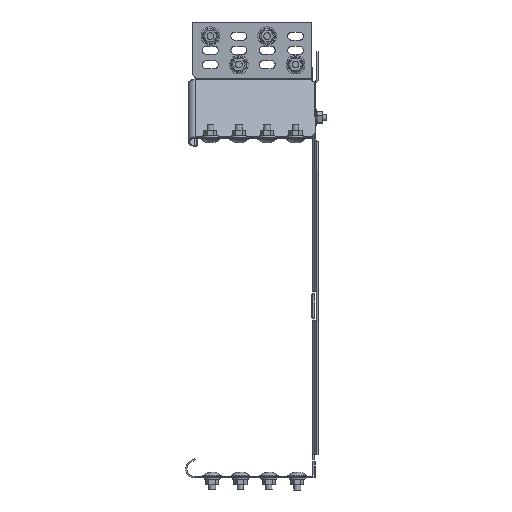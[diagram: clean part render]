
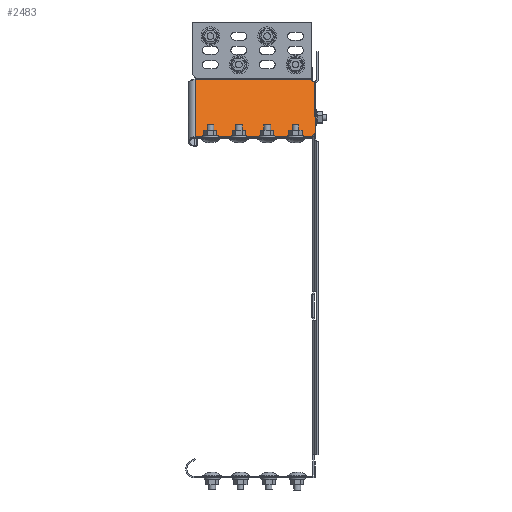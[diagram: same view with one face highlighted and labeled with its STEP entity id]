
A CAD part, left-side view. The second image highlights one B-rep face of the part: STEP entity #2483.
In plain terms, the highlighted face is planar.
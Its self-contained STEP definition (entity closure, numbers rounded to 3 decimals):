
#81 = DIRECTION ( 'NONE',  ( 1., 0., 0. ) ) ;
#341 = LINE ( 'NONE', #2811, #13588 ) ;
#363 = CARTESIAN_POINT ( 'NONE',  ( 35., 21., 0. ) ) ;
#469 = EDGE_LOOP ( 'NONE', ( #12739, #1035, #3915, #13911, #12363, #9535, #7177, #2094 ) ) ;
#895 = DIRECTION ( 'NONE',  ( 1., 0., 0. ) ) ;
#974 = LINE ( 'NONE', #10122, #13528 ) ;
#1035 = ORIENTED_EDGE ( 'NONE', *, *, #1685, .T. ) ;
#1138 = DIRECTION ( 'NONE',  ( 0.707, -0.707, 0. ) ) ;
#1193 = DIRECTION ( 'NONE',  ( 1., 0., 0. ) ) ;
#1685 = EDGE_CURVE ( 'NONE', #8124, #14264, #13356, .T. ) ;
#1693 = VERTEX_POINT ( 'NONE', #6576 ) ;
#2081 = FACE_OUTER_BOUND ( 'NONE', #469, .T. ) ;
#2094 = ORIENTED_EDGE ( 'NONE', *, *, #3665, .F. ) ;
#2193 = AXIS2_PLACEMENT_3D ( 'NONE', #11975, #14496, #895 ) ;
#2483 = ADVANCED_FACE ( 'NONE', ( #2081 ), #5351, .F. ) ;
#2652 = CARTESIAN_POINT ( 'NONE',  ( 36., 123.5, 0. ) ) ;
#2811 = CARTESIAN_POINT ( 'NONE',  ( 14., 0., 0. ) ) ;
#3061 = DIRECTION ( 'NONE',  ( 0., -1., 0. ) ) ;
#3200 = DIRECTION ( 'NONE',  ( 1., 0., 0. ) ) ;
#3287 = CARTESIAN_POINT ( 'NONE',  ( -37.039, 17.46, 0. ) ) ;
#3504 = VERTEX_POINT ( 'NONE', #363 ) ;
#3665 = EDGE_CURVE ( 'NONE', #4519, #6030, #8708, .T. ) ;
#3915 = ORIENTED_EDGE ( 'NONE', *, *, #14525, .F. ) ;
#3999 = DIRECTION ( 'NONE',  ( 0.707, 0.707, 0. ) ) ;
#4519 = VERTEX_POINT ( 'NONE', #12101 ) ;
#4631 = CARTESIAN_POINT ( 'NONE',  ( 31.46, 17.46, 0. ) ) ;
#5351 = PLANE ( 'NONE',  #2193 ) ;
#5597 = CARTESIAN_POINT ( 'NONE',  ( -14., 0., 0. ) ) ;
#6030 = VERTEX_POINT ( 'NONE', #13479 ) ;
#6503 = DIRECTION ( 'NONE',  ( 0., -1., 0. ) ) ;
#6576 = CARTESIAN_POINT ( 'NONE',  ( -35., 21., 0. ) ) ;
#6618 = CARTESIAN_POINT ( 'NONE',  ( -35., 21., 0. ) ) ;
#6859 = CARTESIAN_POINT ( 'NONE',  ( 35., 21., 0. ) ) ;
#7177 = ORIENTED_EDGE ( 'NONE', *, *, #7635, .F. ) ;
#7629 = CARTESIAN_POINT ( 'NONE',  ( 36., 125., 0. ) ) ;
#7635 = EDGE_CURVE ( 'NONE', #6030, #1693, #9083, .T. ) ;
#7745 = VECTOR ( 'NONE', #1193, 1000. ) ;
#8124 = VERTEX_POINT ( 'NONE', #2652 ) ;
#8471 = VERTEX_POINT ( 'NONE', #12647 ) ;
#8708 = LINE ( 'NONE', #13247, #9899 ) ;
#8761 = EDGE_CURVE ( 'NONE', #11642, #3504, #341, .T. ) ;
#9083 = LINE ( 'NONE', #6618, #14613 ) ;
#9169 = LINE ( 'NONE', #6859, #13552 ) ;
#9535 = ORIENTED_EDGE ( 'NONE', *, *, #10477, .F. ) ;
#9625 = CARTESIAN_POINT ( 'NONE',  ( 36., 21., 0. ) ) ;
#9899 = VECTOR ( 'NONE', #3061, 1000. ) ;
#10122 = CARTESIAN_POINT ( 'NONE',  ( -37.039, 123.5, 0. ) ) ;
#10197 = DIRECTION ( 'NONE',  ( -1., 0., 0. ) ) ;
#10477 = EDGE_CURVE ( 'NONE', #1693, #8471, #13490, .T. ) ;
#11642 = VERTEX_POINT ( 'NONE', #4631 ) ;
#11975 = CARTESIAN_POINT ( 'NONE',  ( -37.039, 125., 0. ) ) ;
#12040 = EDGE_CURVE ( 'NONE', #8471, #11642, #14508, .T. ) ;
#12101 = CARTESIAN_POINT ( 'NONE',  ( -36., 123.5, 0. ) ) ;
#12260 = VECTOR ( 'NONE', #1138, 1000. ) ;
#12363 = ORIENTED_EDGE ( 'NONE', *, *, #12040, .F. ) ;
#12647 = CARTESIAN_POINT ( 'NONE',  ( -31.46, 17.46, 0. ) ) ;
#12739 = ORIENTED_EDGE ( 'NONE', *, *, #13032, .F. ) ;
#13032 = EDGE_CURVE ( 'NONE', #8124, #4519, #974, .T. ) ;
#13247 = CARTESIAN_POINT ( 'NONE',  ( -36., 125., 0. ) ) ;
#13356 = LINE ( 'NONE', #7629, #13422 ) ;
#13422 = VECTOR ( 'NONE', #6503, 1000. ) ;
#13479 = CARTESIAN_POINT ( 'NONE',  ( -36., 21., 0. ) ) ;
#13490 = LINE ( 'NONE', #5597, #12260 ) ;
#13528 = VECTOR ( 'NONE', #10197, 1000. ) ;
#13552 = VECTOR ( 'NONE', #81, 1000. ) ;
#13588 = VECTOR ( 'NONE', #3999, 1000. ) ;
#13911 = ORIENTED_EDGE ( 'NONE', *, *, #8761, .F. ) ;
#14264 = VERTEX_POINT ( 'NONE', #9625 ) ;
#14496 = DIRECTION ( 'NONE',  ( 0., 0., 1. ) ) ;
#14508 = LINE ( 'NONE', #3287, #7745 ) ;
#14525 = EDGE_CURVE ( 'NONE', #3504, #14264, #9169, .T. ) ;
#14613 = VECTOR ( 'NONE', #3200, 1000. ) ;
